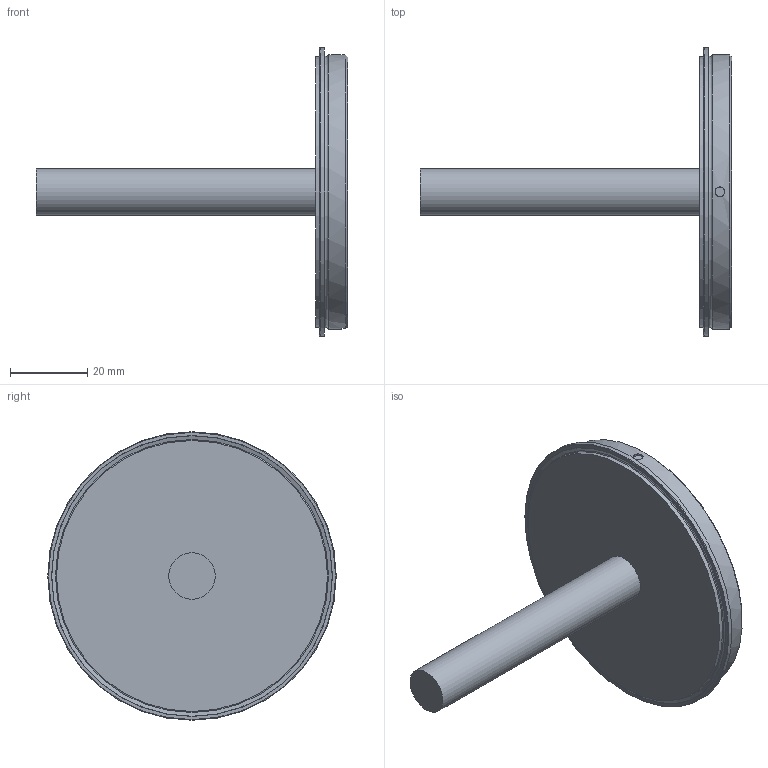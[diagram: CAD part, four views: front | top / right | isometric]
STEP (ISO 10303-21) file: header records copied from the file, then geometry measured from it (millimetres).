
FILE_DESCRIPTION(/* description */ (''),/* implementation_level */ '2;1');
FILE_NAME(/* name */ '31132_Support_ipt_77457c2f.STEP',/* time_stamp */ '2018-12-04T14:45:37+01:00',/* author */ ('chsl'),/* organization */ (''),/* preprocessor_version */ 'ST-DEVELOPER v17',/* originating_system */ 'Autodesk Inventor 2019',/* authorisation */ '');
FILE_SCHEMA (('AUTOMOTIVE_DESIGN { 1 0 10303 214 3 1 1 }'));
Length unit declared in the file: millimetre
Products named in the file (1): 31132_Support
Bounding box: 80.37 x 74.5 x 74.5 mm (x, y, z)
Volume: 41034.6 mm3; surface area: 13400.9 mm2
Topology: 1 solids, 1 shells, 21 faces, 50 edges, 35 vertices
Faces by surface type: plane 8, cylinder 7, torus 4, cone 2
Full cylindrical faces by diameter (mm): 2.5 x1, 12 x1, 70 x1, 71 x1, 74.5 x1
Entity records: 747 total; most frequent: CARTESIAN_POINT 175, DIRECTION 126, ORIENTED_EDGE 100, AXIS2_PLACEMENT_3D 57, EDGE_CURVE 50, CIRCLE 35, VERTEX_POINT 35, EDGE_LOOP 25
